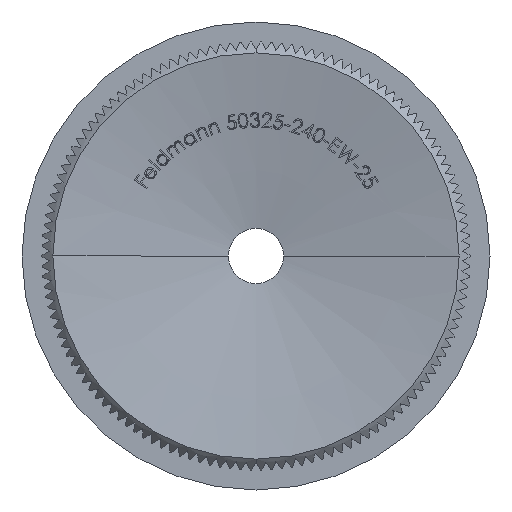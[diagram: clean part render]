
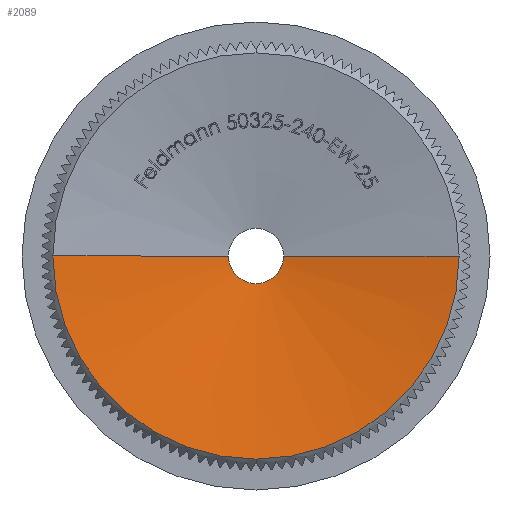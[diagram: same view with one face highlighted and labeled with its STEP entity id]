
A CAD part, front view. The second image highlights one B-rep face of the part: STEP entity #2089.
In plain terms, the highlighted conical face has half-angle 80 degrees and reference radius 18.4 mm.
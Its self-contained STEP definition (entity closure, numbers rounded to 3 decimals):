
#1241 = ORIENTED_EDGE ( 'NONE', *, *, #16177, .T. ) ;
#1786 = DIRECTION ( 'NONE',  ( 1., 0., 0. ) ) ;
#1932 = DIRECTION ( 'NONE',  ( 0., 1., 0. ) ) ;
#2089 = ADVANCED_FACE ( 'NONE', ( #20652 ), #25871, .F. ) ;
#2281 = ORIENTED_EDGE ( 'NONE', *, *, #3240, .T. ) ;
#2821 = DIRECTION ( 'NONE',  ( 0.985, -0.174, 0. ) ) ;
#2960 = VERTEX_POINT ( 'NONE', #13375 ) ;
#3013 = EDGE_CURVE ( 'NONE', #9817, #14364, #16235, .T. ) ;
#3058 = DIRECTION ( 'NONE',  ( 1., 0., 0. ) ) ;
#3079 = AXIS2_PLACEMENT_3D ( 'NONE', #4428, #1932, #25437 ) ;
#3240 = EDGE_CURVE ( 'NONE', #2960, #9546, #7053, .T. ) ;
#3877 = ORIENTED_EDGE ( 'NONE', *, *, #3013, .T. ) ;
#4428 = CARTESIAN_POINT ( 'NONE',  ( 0., 2.804, 0. ) ) ;
#4968 = DIRECTION ( 'NONE',  ( -0.985, -0.174, 0. ) ) ;
#5926 = ORIENTED_EDGE ( 'NONE', *, *, #11450, .T. ) ;
#7053 = CIRCLE ( 'NONE', #8245, 18.4 ) ;
#7168 = CARTESIAN_POINT ( 'NONE',  ( 18.4, 0., 0. ) ) ;
#8245 = AXIS2_PLACEMENT_3D ( 'NONE', #17143, #14400, #3058 ) ;
#9074 = VECTOR ( 'NONE', #2821, 1000. ) ;
#9546 = VERTEX_POINT ( 'NONE', #7168 ) ;
#9726 = VERTEX_POINT ( 'NONE', #10029 ) ;
#9817 = VERTEX_POINT ( 'NONE', #12700 ) ;
#10029 = CARTESIAN_POINT ( 'NONE',  ( -18.4, 0., 0. ) ) ;
#10608 = ORIENTED_EDGE ( 'NONE', *, *, #22841, .F. ) ;
#11272 = CARTESIAN_POINT ( 'NONE',  ( 0., 2.804, 0. ) ) ;
#11357 = CARTESIAN_POINT ( 'NONE',  ( -2.5, 2.804, 0. ) ) ;
#11450 = EDGE_CURVE ( 'NONE', #14364, #9726, #13909, .T. ) ;
#12700 = CARTESIAN_POINT ( 'NONE',  ( 0., 2.804, -2.5 ) ) ;
#12704 = CIRCLE ( 'NONE', #13453, 18.4 ) ;
#13095 = CARTESIAN_POINT ( 'NONE',  ( 2.5, 2.804, 0. ) ) ;
#13225 = CARTESIAN_POINT ( 'NONE',  ( 0., 0., 0. ) ) ;
#13375 = CARTESIAN_POINT ( 'NONE',  ( 0., 0., -18.4 ) ) ;
#13393 = ORIENTED_EDGE ( 'NONE', *, *, #24905, .T. ) ;
#13453 = AXIS2_PLACEMENT_3D ( 'NONE', #13225, #17639, #15681 ) ;
#13844 = DIRECTION ( 'NONE',  ( 0., 1., 0. ) ) ;
#13909 = LINE ( 'NONE', #28842, #29754 ) ;
#14364 = VERTEX_POINT ( 'NONE', #11357 ) ;
#14400 = DIRECTION ( 'NONE',  ( 0., -1., 0. ) ) ;
#14878 = CARTESIAN_POINT ( 'NONE',  ( 18.4, 0., 0. ) ) ;
#14907 = AXIS2_PLACEMENT_3D ( 'NONE', #11272, #13844, #1786 ) ;
#15681 = DIRECTION ( 'NONE',  ( 1., 0., 0. ) ) ;
#16177 = EDGE_CURVE ( 'NONE', #19489, #9817, #28464, .T. ) ;
#16235 = CIRCLE ( 'NONE', #3079, 2.5 ) ;
#17143 = CARTESIAN_POINT ( 'NONE',  ( 0., 0., 0. ) ) ;
#17639 = DIRECTION ( 'NONE',  ( 0., -1., 0. ) ) ;
#19489 = VERTEX_POINT ( 'NONE', #13095 ) ;
#20652 = FACE_OUTER_BOUND ( 'NONE', #24821, .T. ) ;
#22002 = AXIS2_PLACEMENT_3D ( 'NONE', #30322, #25671, #30624 ) ;
#22841 = EDGE_CURVE ( 'NONE', #19489, #9546, #26030, .T. ) ;
#24821 = EDGE_LOOP ( 'NONE', ( #1241, #3877, #5926, #13393, #2281, #10608 ) ) ;
#24905 = EDGE_CURVE ( 'NONE', #9726, #2960, #12704, .T. ) ;
#25437 = DIRECTION ( 'NONE',  ( 1., 0., 0. ) ) ;
#25671 = DIRECTION ( 'NONE',  ( 0., -1., 0. ) ) ;
#25871 = CONICAL_SURFACE ( 'NONE', #22002, 18.4, 1.396 ) ;
#26030 = LINE ( 'NONE', #14878, #9074 ) ;
#28464 = CIRCLE ( 'NONE', #14907, 2.5 ) ;
#28842 = CARTESIAN_POINT ( 'NONE',  ( -18.4, 0., 0. ) ) ;
#29754 = VECTOR ( 'NONE', #4968, 1000. ) ;
#30322 = CARTESIAN_POINT ( 'NONE',  ( 0., 0., 0. ) ) ;
#30624 = DIRECTION ( 'NONE',  ( 1., 0., 0. ) ) ;
